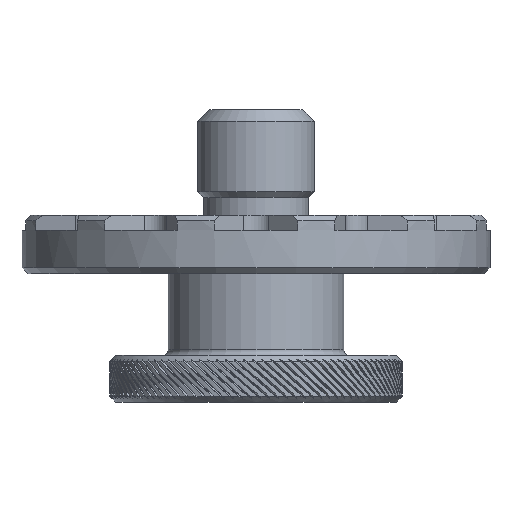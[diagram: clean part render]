
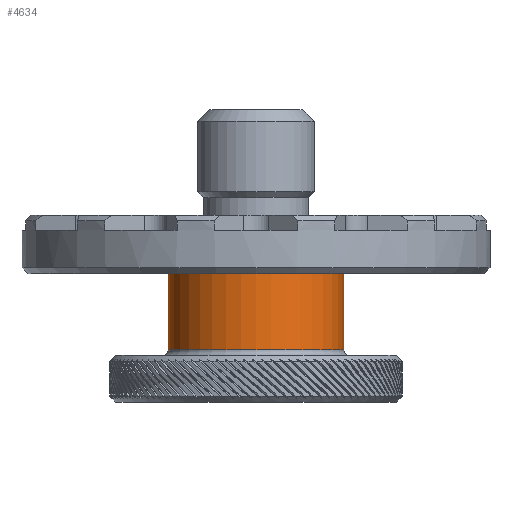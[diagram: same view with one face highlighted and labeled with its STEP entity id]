
A CAD part, front view. The second image highlights one B-rep face of the part: STEP entity #4634.
In plain terms, the highlighted cylindrical face has radius 15 mm (diameter 30 mm), a full revolution.
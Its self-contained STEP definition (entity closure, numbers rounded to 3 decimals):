
#4634=ADVANCED_FACE('',(#10594,#10596),#10598,.T.);
#10594=FACE_OUTER_BOUND('',#10595,.T.);
#10595=EDGE_LOOP('',(#14284));
#10596=FACE_OUTER_BOUND('',#10597,.T.);
#10597=EDGE_LOOP('',(#14285));
#10598=CYLINDRICAL_SURFACE('',#10599,15.);
#10599=AXIS2_PLACEMENT_3D('',#10600,#10601,#10602);
#10600=CARTESIAN_POINT('',(0.,0.,8.));
#10601=DIRECTION('',(0.,0.,1.));
#10602=DIRECTION('',(1.,0.,0.));
#14284=ORIENTED_EDGE('',*,*,#16216,.F.);
#14285=ORIENTED_EDGE('',*,*,#16212,.T.);
#16212=EDGE_CURVE('',#18945,#18945,#18946,.T.);
#16216=EDGE_CURVE('',#18952,#18952,#18953,.T.);
#18945=VERTEX_POINT('',#34408);
#18946=CIRCLE('',#34409,15.);
#18952=VERTEX_POINT('',#34423);
#18953=CIRCLE('',#34424,15.);
#34408=CARTESIAN_POINT('',(15.,0.,9.));
#34409=AXIS2_PLACEMENT_3D('',#34410,#34411,#34412);
#34410=CARTESIAN_POINT('',(0.,0.,9.));
#34411=DIRECTION('',(0.,0.,1.));
#34412=DIRECTION('',(1.,0.,0.));
#34423=CARTESIAN_POINT('',(15.,0.,22.));
#34424=AXIS2_PLACEMENT_3D('',#34425,#34426,#34427);
#34425=CARTESIAN_POINT('',(0.,0.,22.));
#34426=DIRECTION('',(0.,0.,1.));
#34427=DIRECTION('',(1.,0.,0.));
